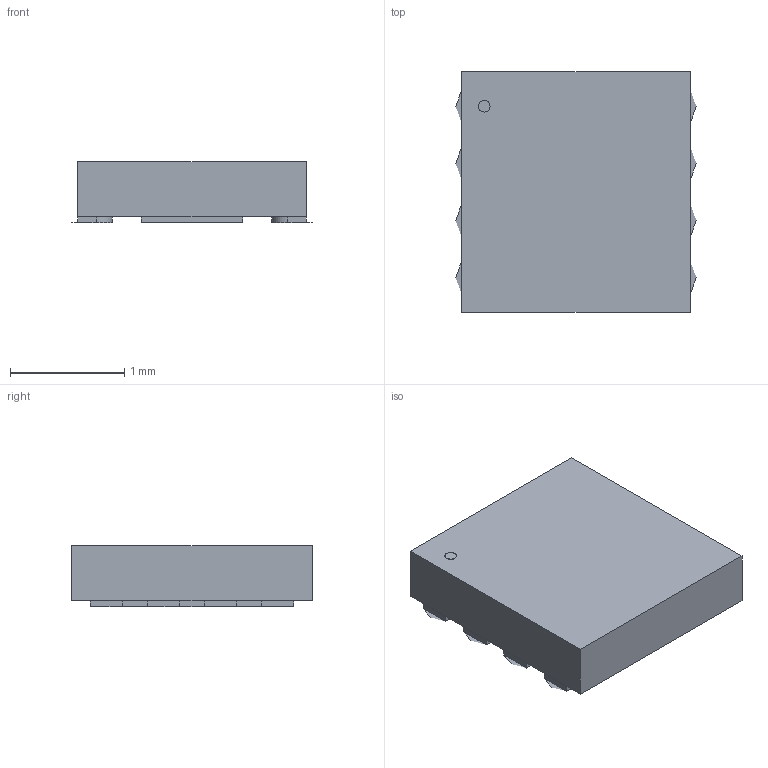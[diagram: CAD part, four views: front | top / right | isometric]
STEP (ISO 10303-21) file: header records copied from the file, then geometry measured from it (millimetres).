
FILE_DESCRIPTION(('STEP AP214'),'1');
FILE_NAME('DSG8_1P6X0P9','2024-06-25T09:07:00',(''),(''),'','','');
FILE_SCHEMA(('AUTOMOTIVE_DESIGN'));
Length unit declared in the file: millimetre
Products named in the file (1): product
Bounding box: 2.11 x 2.11 x 0.54 mm (x, y, z)
Volume: 2.1 mm3; surface area: 17.3 mm2
Topology: 11 solids, 19 shells, 87 faces, 171 edges, 90 vertices
Faces by surface type: plane 78, cylinder 9
Full cylindrical faces by diameter (mm): 0.1 x1
Entity records: 2069 total; most frequent: ORIENTED_EDGE 340, DIRECTION 326, CARTESIAN_POINT 197, EDGE_CURVE 146, LINE 128, VECTOR 128, AXIS2_PLACEMENT_3D 99, VERTEX_POINT 98
